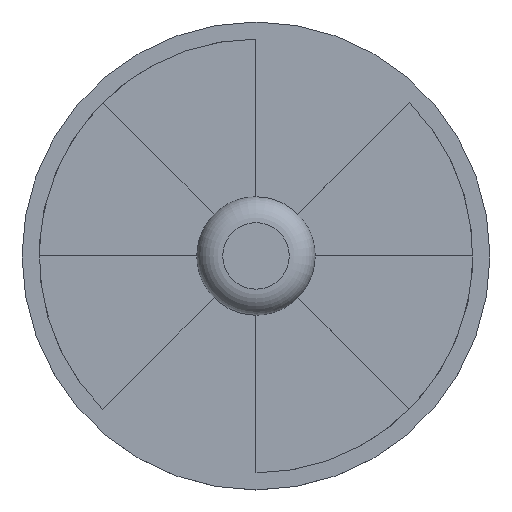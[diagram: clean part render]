
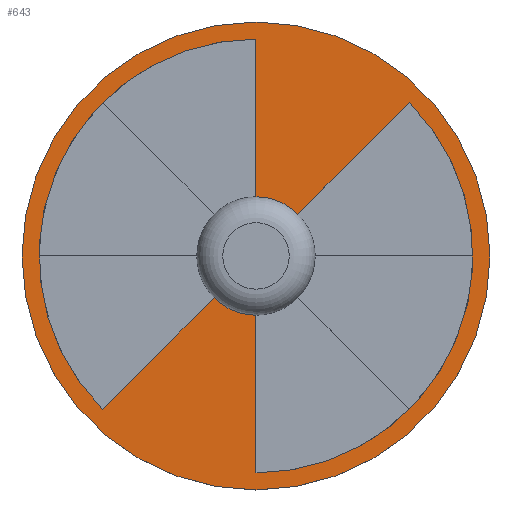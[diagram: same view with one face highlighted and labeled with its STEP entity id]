
A CAD part, top view. The second image highlights one B-rep face of the part: STEP entity #643.
In plain terms, the highlighted planar face has unit normal (0, 0, 1).
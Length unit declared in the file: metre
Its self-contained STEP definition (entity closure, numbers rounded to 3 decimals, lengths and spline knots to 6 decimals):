
#21=PLANE('',#904);
#44=CIRCLE('',#883,0.417907);
#54=CIRCLE('',#900,0.417907);
#55=CIRCLE('',#902,0.450814);
#57=CIRCLE('',#905,0.114062);
#58=CIRCLE('',#906,0.114062);
#149=ORIENTED_EDGE('',*,*,#263,.F.);
#150=ORIENTED_EDGE('',*,*,#290,.F.);
#151=ORIENTED_EDGE('',*,*,#306,.F.);
#152=ORIENTED_EDGE('',*,*,#307,.T.);
#153=ORIENTED_EDGE('',*,*,#302,.F.);
#154=ORIENTED_EDGE('',*,*,#292,.F.);
#155=ORIENTED_EDGE('',*,*,#308,.F.);
#156=ORIENTED_EDGE('',*,*,#309,.T.);
#157=ORIENTED_EDGE('',*,*,#304,.T.);
#263=EDGE_CURVE('',#349,#350,#44,.T.);
#290=EDGE_CURVE('',#372,#349,#421,.T.);
#292=EDGE_CURVE('',#373,#374,#423,.T.);
#302=EDGE_CURVE('',#374,#378,#54,.T.);
#304=EDGE_CURVE('',#379,#379,#55,.T.);
#306=EDGE_CURVE('',#381,#372,#57,.T.);
#307=EDGE_CURVE('',#381,#378,#428,.T.);
#308=EDGE_CURVE('',#382,#373,#58,.T.);
#309=EDGE_CURVE('',#382,#350,#429,.T.);
#349=VERTEX_POINT('',#1183);
#350=VERTEX_POINT('',#1184);
#372=VERTEX_POINT('',#1235);
#373=VERTEX_POINT('',#1239);
#374=VERTEX_POINT('',#1241);
#378=VERTEX_POINT('',#1258);
#379=VERTEX_POINT('',#1262);
#381=VERTEX_POINT('',#1267);
#382=VERTEX_POINT('',#1270);
#421=LINE('',#1236,#473);
#423=LINE('',#1240,#475);
#428=LINE('',#1268,#480);
#429=LINE('',#1271,#481);
#473=VECTOR('',#1019,1.);
#475=VECTOR('',#1023,1.);
#480=VECTOR('',#1058,1.);
#481=VECTOR('',#1061,1.);
#512=EDGE_LOOP('',(#149,#150,#151,#152,#153,#154,#155,#156));
#513=EDGE_LOOP('',(#157));
#558=FACE_BOUND('',#512,.T.);
#559=FACE_BOUND('',#513,.T.);
#643=ADVANCED_FACE('',(#558,#559),#21,.T.);
#883=AXIS2_PLACEMENT_3D('',#1182,#982,#983);
#900=AXIS2_PLACEMENT_3D('',#1257,#1045,#1046);
#902=AXIS2_PLACEMENT_3D('',#1261,#1050,#1051);
#904=AXIS2_PLACEMENT_3D('',#1265,#1054,#1055);
#905=AXIS2_PLACEMENT_3D('',#1266,#1056,#1057);
#906=AXIS2_PLACEMENT_3D('',#1269,#1059,#1060);
#982=DIRECTION('',(0.,0.,1.));
#983=DIRECTION('',(1.,0.,0.));
#1019=DIRECTION('',(0.,1.,0.));
#1023=DIRECTION('',(0.,-1.,0.));
#1045=DIRECTION('',(0.,0.,1.));
#1046=DIRECTION('',(1.,0.,0.));
#1050=DIRECTION('',(0.,0.,1.));
#1051=DIRECTION('',(1.,0.,0.));
#1054=DIRECTION('',(0.,0.,1.));
#1055=DIRECTION('',(1.,0.,0.));
#1056=DIRECTION('',(0.,0.,1.));
#1057=DIRECTION('',(1.,0.,0.));
#1058=DIRECTION('',(0.707,0.707,0.));
#1059=DIRECTION('',(0.,0.,1.));
#1060=DIRECTION('',(1.,0.,0.));
#1061=DIRECTION('',(-0.707,-0.707,0.));
#1182=CARTESIAN_POINT('',(-0.016654,-0.192296,0.04));
#1183=CARTESIAN_POINT('',(-0.016654,0.225611,0.04));
#1184=CARTESIAN_POINT('',(-0.312159,-0.487801,0.04));
#1235=CARTESIAN_POINT('',(-0.016654,-0.078234,0.04));
#1236=CARTESIAN_POINT('',(-0.016654,0.073689,0.04));
#1239=CARTESIAN_POINT('',(-0.016654,-0.306358,0.04));
#1240=CARTESIAN_POINT('',(-0.016654,-0.45828,0.04));
#1241=CARTESIAN_POINT('',(-0.016654,-0.610203,0.04));
#1257=CARTESIAN_POINT('',(-0.016654,-0.192296,0.04));
#1258=CARTESIAN_POINT('',(0.278851,0.103209,0.04));
#1261=CARTESIAN_POINT('',(-0.016654,-0.192296,0.04));
#1262=CARTESIAN_POINT('',(0.43416,-0.192296,0.04));
#1265=CARTESIAN_POINT('',(-0.016654,-0.192296,0.04));
#1266=CARTESIAN_POINT('',(-0.016654,-0.192296,0.04));
#1267=CARTESIAN_POINT('',(0.064,-0.111642,0.04));
#1268=CARTESIAN_POINT('',(0.171425,-0.004216,0.04));
#1269=CARTESIAN_POINT('',(-0.016654,-0.192296,0.04));
#1270=CARTESIAN_POINT('',(-0.097308,-0.27295,0.04));
#1271=CARTESIAN_POINT('',(-0.204734,-0.380375,0.04));
